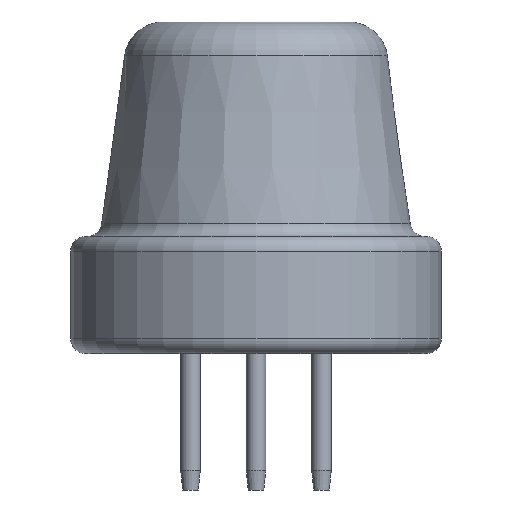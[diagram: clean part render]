
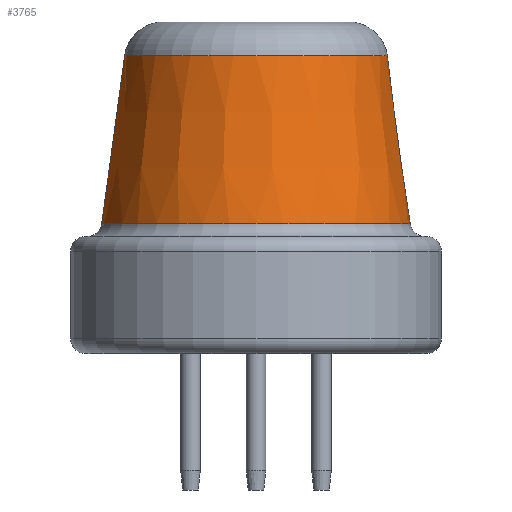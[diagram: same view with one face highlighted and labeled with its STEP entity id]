
A CAD part, front view. The second image highlights one B-rep face of the part: STEP entity #3765.
In plain terms, the highlighted conical face has half-angle 7.765 degrees and reference radius 8 mm.
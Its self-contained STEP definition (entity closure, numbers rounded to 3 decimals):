
#3718 = VERTEX_POINT('',#3719);
#3719 = CARTESIAN_POINT('',(-7.912,0.,
    6.649));
#3728 = VERTEX_POINT('',#3729);
#3729 = CARTESIAN_POINT('',(0.,7.912,
    6.649));
#3736 = EDGE_CURVE('',#3718,#3728,#3737,.T.);
#3737 = CIRCLE('',#3738,7.912);
#3738 = AXIS2_PLACEMENT_3D('',#3739,#3740,#3741);
#3739 = CARTESIAN_POINT('',(0.,0.,6.649));
#3740 = DIRECTION('',(0.,0.,1.));
#3741 = DIRECTION('',(-1.,0.,0.));
#3765 = ADVANCED_FACE('',(#3766),#3790,.T.);
#3766 = FACE_BOUND('',#3767,.T.);
#3767 = EDGE_LOOP('',(#3768,#3775,#3784,#3789));
#3768 = ORIENTED_EDGE('',*,*,#3769,.T.);
#3769 = EDGE_CURVE('',#3728,#3770,#3772,.T.);
#3770 = VERTEX_POINT('',#3771);
#3771 = CARTESIAN_POINT('',(0.,6.736,
    15.27));
#3772 = B_SPLINE_CURVE_WITH_KNOTS('',1,(#3773,#3774),.UNSPECIFIED.,.F.,
  .F.,(2,2),(0.,1.),.PIECEWISE_BEZIER_KNOTS.);
#3773 = CARTESIAN_POINT('',(0.,8.,6.));
#3774 = CARTESIAN_POINT('',(0.,6.5,17.));
#3775 = ORIENTED_EDGE('',*,*,#3776,.F.);
#3776 = EDGE_CURVE('',#3777,#3770,#3779,.T.);
#3777 = VERTEX_POINT('',#3778);
#3778 = CARTESIAN_POINT('',(-6.736,0.,
    15.27));
#3779 = CIRCLE('',#3780,6.736);
#3780 = AXIS2_PLACEMENT_3D('',#3781,#3782,#3783);
#3781 = CARTESIAN_POINT('',(0.,0.,15.27));
#3782 = DIRECTION('',(0.,0.,1.));
#3783 = DIRECTION('',(-1.,0.,0.));
#3784 = ORIENTED_EDGE('',*,*,#3785,.F.);
#3785 = EDGE_CURVE('',#3718,#3777,#3786,.T.);
#3786 = B_SPLINE_CURVE_WITH_KNOTS('',1,(#3787,#3788),.UNSPECIFIED.,.F.,
  .F.,(2,2),(0.,1.),.PIECEWISE_BEZIER_KNOTS.);
#3787 = CARTESIAN_POINT('',(-8.,0.,6.));
#3788 = CARTESIAN_POINT('',(-6.5,0.,17.));
#3789 = ORIENTED_EDGE('',*,*,#3736,.T.);
#3790 = CONICAL_SURFACE('',#3791,8.,0.136);
#3791 = AXIS2_PLACEMENT_3D('',#3792,#3793,#3794);
#3792 = CARTESIAN_POINT('',(0.,0.,6.));
#3793 = DIRECTION('',(-0.,-0.,-1.));
#3794 = DIRECTION('',(0.,1.,0.));
